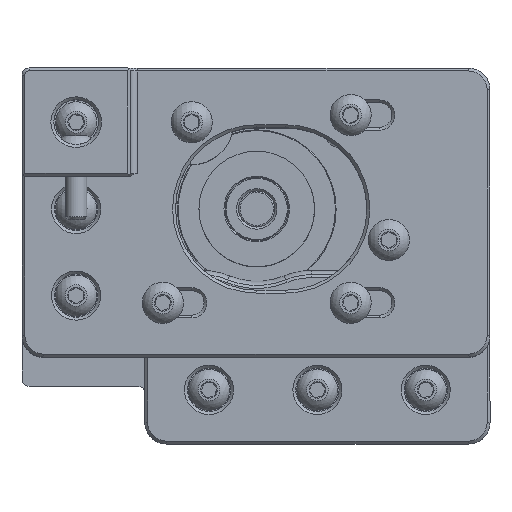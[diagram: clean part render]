
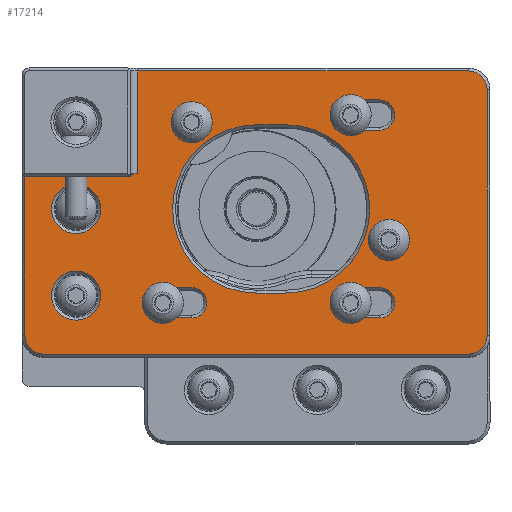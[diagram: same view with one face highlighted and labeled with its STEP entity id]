
A CAD part, top view. The second image highlights one B-rep face of the part: STEP entity #17214.
In plain terms, the highlighted face is planar.
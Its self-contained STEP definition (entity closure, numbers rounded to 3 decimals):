
#353=(
BOUNDED_CURVE()
B_SPLINE_CURVE(2,(#27658,#27659,#27660),.UNSPECIFIED.,.F.,.F.)
B_SPLINE_CURVE_WITH_KNOTS((3,3),(0.,0.107),.UNSPECIFIED.)
CURVE()
GEOMETRIC_REPRESENTATION_ITEM()
RATIONAL_B_SPLINE_CURVE((1.,1.095,1.))
REPRESENTATION_ITEM('')
);
#458=FACE_BOUND('',#2847,.T.);
#459=FACE_BOUND('',#2848,.T.);
#460=FACE_BOUND('',#2849,.T.);
#461=FACE_BOUND('',#2850,.T.);
#462=FACE_BOUND('',#2851,.T.);
#463=FACE_BOUND('',#2852,.T.);
#464=FACE_BOUND('',#2853,.T.);
#465=FACE_BOUND('',#2854,.T.);
#904=PLANE('',#18830);
#1699=FACE_OUTER_BOUND('',#2846,.T.);
#2846=EDGE_LOOP('',(#12934,#12935,#12936,#12937,#12938,#12939,#12940,#12941,
#12942,#12943));
#2847=EDGE_LOOP('',(#12944,#12945,#12946,#12947));
#2848=EDGE_LOOP('',(#12948,#12949,#12950,#12951));
#2849=EDGE_LOOP('',(#12952));
#2850=EDGE_LOOP('',(#12953,#12954,#12955,#12956));
#2851=EDGE_LOOP('',(#12957));
#2852=EDGE_LOOP('',(#12958));
#2853=EDGE_LOOP('',(#12959));
#2854=EDGE_LOOP('',(#12960,#12961,#12962,#12963));
#3956=CIRCLE('',#18727,11.65);
#3958=CIRCLE('',#18731,11.65);
#3960=CIRCLE('',#18737,2.6);
#3961=CIRCLE('',#18740,2.6);
#3962=CIRCLE('',#18743,2.6);
#3974=CIRCLE('',#18775,2.1);
#3976=CIRCLE('',#18779,3.4);
#3978=CIRCLE('',#18783,3.4);
#3983=CIRCLE('',#18796,2.1);
#3984=CIRCLE('',#18799,2.1);
#3985=CIRCLE('',#18802,1.85);
#3992=CIRCLE('',#18819,2.1);
#3993=CIRCLE('',#18822,2.1);
#3995=CIRCLE('',#18831,2.1);
#3996=CIRCLE('',#18832,2.1);
#5300=LINE('',#27522,#6492);
#5330=LINE('',#27598,#6522);
#5333=LINE('',#27606,#6525);
#5343=LINE('',#27631,#6535);
#5346=LINE('',#27639,#6538);
#5350=LINE('',#27648,#6542);
#5352=LINE('',#27654,#6544);
#5380=LINE('',#27732,#6572);
#5398=LINE('',#27789,#6590);
#5400=LINE('',#27795,#6592);
#5415=LINE('',#27840,#6607);
#5417=LINE('',#27846,#6609);
#5426=LINE('',#27869,#6618);
#5427=LINE('',#27872,#6619);
#6492=VECTOR('',#21568,10.);
#6522=VECTOR('',#21648,10.);
#6525=VECTOR('',#21657,10.);
#6535=VECTOR('',#21681,10.);
#6538=VECTOR('',#21690,10.);
#6542=VECTOR('',#21700,10.);
#6544=VECTOR('',#21708,10.);
#6572=VECTOR('',#21790,10.);
#6590=VECTOR('',#21860,10.);
#6592=VECTOR('',#21868,10.);
#6607=VECTOR('',#21923,10.);
#6609=VECTOR('',#21931,10.);
#6618=VECTOR('',#21956,10.);
#6619=VECTOR('',#21959,10.);
#7738=VERTEX_POINT('',#27519);
#7739=VERTEX_POINT('',#27521);
#7751=VERTEX_POINT('',#27594);
#7752=VERTEX_POINT('',#27596);
#7753=VERTEX_POINT('',#27600);
#7754=VERTEX_POINT('',#27604);
#7758=VERTEX_POINT('',#27616);
#7762=VERTEX_POINT('',#27628);
#7763=VERTEX_POINT('',#27633);
#7764=VERTEX_POINT('',#27637);
#7765=VERTEX_POINT('',#27641);
#7766=VERTEX_POINT('',#27645);
#7767=VERTEX_POINT('',#27650);
#7768=VERTEX_POINT('',#27657);
#7789=VERTEX_POINT('',#27738);
#7791=VERTEX_POINT('',#27746);
#7793=VERTEX_POINT('',#27754);
#7798=VERTEX_POINT('',#27781);
#7799=VERTEX_POINT('',#27783);
#7800=VERTEX_POINT('',#27787);
#7801=VERTEX_POINT('',#27791);
#7802=VERTEX_POINT('',#27797);
#7809=VERTEX_POINT('',#27832);
#7810=VERTEX_POINT('',#27834);
#7811=VERTEX_POINT('',#27838);
#7812=VERTEX_POINT('',#27842);
#7816=VERTEX_POINT('',#27865);
#7817=VERTEX_POINT('',#27866);
#7818=VERTEX_POINT('',#27868);
#7819=VERTEX_POINT('',#27870);
#9499=EDGE_CURVE('',#7739,#7738,#5300,.T.);
#9536=EDGE_CURVE('',#7751,#7752,#5330,.T.);
#9538=EDGE_CURVE('',#7752,#7753,#3956,.T.);
#9540=EDGE_CURVE('',#7753,#7754,#5333,.T.);
#9542=EDGE_CURVE('',#7754,#7751,#3958,.T.);
#9553=EDGE_CURVE('',#7762,#7739,#5343,.T.);
#9554=EDGE_CURVE('',#7763,#7762,#3960,.T.);
#9557=EDGE_CURVE('',#7764,#7763,#5346,.T.);
#9558=EDGE_CURVE('',#7765,#7764,#3961,.T.);
#9562=EDGE_CURVE('',#7766,#7765,#5350,.T.);
#9563=EDGE_CURVE('',#7767,#7766,#3962,.T.);
#9565=EDGE_CURVE('',#7758,#7767,#5352,.T.);
#9567=EDGE_CURVE('',#7738,#7768,#353,.F.);
#9604=EDGE_CURVE('',#7758,#7768,#5380,.T.);
#9607=EDGE_CURVE('',#7789,#7789,#3974,.T.);
#9611=EDGE_CURVE('',#7791,#7791,#3976,.T.);
#9615=EDGE_CURVE('',#7793,#7793,#3978,.T.);
#9631=EDGE_CURVE('',#7798,#7799,#3983,.T.);
#9633=EDGE_CURVE('',#7799,#7800,#5398,.T.);
#9635=EDGE_CURVE('',#7800,#7801,#3984,.T.);
#9636=EDGE_CURVE('',#7801,#7798,#5400,.T.);
#9637=EDGE_CURVE('',#7802,#7802,#3985,.T.);
#9657=EDGE_CURVE('',#7809,#7810,#3992,.T.);
#9659=EDGE_CURVE('',#7810,#7811,#5415,.T.);
#9661=EDGE_CURVE('',#7811,#7812,#3993,.T.);
#9662=EDGE_CURVE('',#7812,#7809,#5417,.T.);
#9672=EDGE_CURVE('',#7816,#7817,#3995,.T.);
#9673=EDGE_CURVE('',#7817,#7818,#5426,.T.);
#9674=EDGE_CURVE('',#7818,#7819,#3996,.T.);
#9675=EDGE_CURVE('',#7819,#7816,#5427,.T.);
#12934=ORIENTED_EDGE('',*,*,#9553,.T.);
#12935=ORIENTED_EDGE('',*,*,#9499,.T.);
#12936=ORIENTED_EDGE('',*,*,#9567,.T.);
#12937=ORIENTED_EDGE('',*,*,#9604,.F.);
#12938=ORIENTED_EDGE('',*,*,#9565,.T.);
#12939=ORIENTED_EDGE('',*,*,#9563,.T.);
#12940=ORIENTED_EDGE('',*,*,#9562,.T.);
#12941=ORIENTED_EDGE('',*,*,#9558,.T.);
#12942=ORIENTED_EDGE('',*,*,#9557,.T.);
#12943=ORIENTED_EDGE('',*,*,#9554,.T.);
#12944=ORIENTED_EDGE('',*,*,#9662,.T.);
#12945=ORIENTED_EDGE('',*,*,#9657,.T.);
#12946=ORIENTED_EDGE('',*,*,#9659,.T.);
#12947=ORIENTED_EDGE('',*,*,#9661,.T.);
#12948=ORIENTED_EDGE('',*,*,#9636,.T.);
#12949=ORIENTED_EDGE('',*,*,#9631,.T.);
#12950=ORIENTED_EDGE('',*,*,#9633,.T.);
#12951=ORIENTED_EDGE('',*,*,#9635,.T.);
#12952=ORIENTED_EDGE('',*,*,#9611,.T.);
#12953=ORIENTED_EDGE('',*,*,#9542,.T.);
#12954=ORIENTED_EDGE('',*,*,#9536,.T.);
#12955=ORIENTED_EDGE('',*,*,#9538,.T.);
#12956=ORIENTED_EDGE('',*,*,#9540,.T.);
#12957=ORIENTED_EDGE('',*,*,#9607,.T.);
#12958=ORIENTED_EDGE('',*,*,#9615,.T.);
#12959=ORIENTED_EDGE('',*,*,#9637,.T.);
#12960=ORIENTED_EDGE('',*,*,#9672,.T.);
#12961=ORIENTED_EDGE('',*,*,#9673,.T.);
#12962=ORIENTED_EDGE('',*,*,#9674,.T.);
#12963=ORIENTED_EDGE('',*,*,#9675,.T.);
#17214=ADVANCED_FACE('',(#1699,#458,#459,#460,#461,#462,#463,#464,#465),
#904,.F.);
#18727=AXIS2_PLACEMENT_3D('',#27602,#21652,#21653);
#18731=AXIS2_PLACEMENT_3D('',#27609,#21662,#21663);
#18737=AXIS2_PLACEMENT_3D('',#27634,#21684,#21685);
#18740=AXIS2_PLACEMENT_3D('',#27642,#21693,#21694);
#18743=AXIS2_PLACEMENT_3D('',#27651,#21703,#21704);
#18775=AXIS2_PLACEMENT_3D('',#27739,#21798,#21799);
#18779=AXIS2_PLACEMENT_3D('',#27747,#21808,#21809);
#18783=AXIS2_PLACEMENT_3D('',#27755,#21818,#21819);
#18796=AXIS2_PLACEMENT_3D('',#27785,#21855,#21856);
#18799=AXIS2_PLACEMENT_3D('',#27793,#21864,#21865);
#18802=AXIS2_PLACEMENT_3D('',#27798,#21871,#21872);
#18819=AXIS2_PLACEMENT_3D('',#27836,#21918,#21919);
#18822=AXIS2_PLACEMENT_3D('',#27844,#21927,#21928);
#18830=AXIS2_PLACEMENT_3D('',#27864,#21952,#21953);
#18831=AXIS2_PLACEMENT_3D('',#27867,#21954,#21955);
#18832=AXIS2_PLACEMENT_3D('',#27871,#21957,#21958);
#21568=DIRECTION('',(0.,-1.,0.));
#21648=DIRECTION('',(1.,0.,0.));
#21652=DIRECTION('center_axis',(0.,0.,1.));
#21653=DIRECTION('ref_axis',(0.,-1.,0.));
#21657=DIRECTION('',(-1.,0.,0.));
#21662=DIRECTION('center_axis',(0.,0.,1.));
#21663=DIRECTION('ref_axis',(0.,1.,0.));
#21681=DIRECTION('',(1.,0.,0.));
#21684=DIRECTION('center_axis',(0.,0.,-1.));
#21685=DIRECTION('ref_axis',(-0.707,0.707,0.));
#21690=DIRECTION('',(0.,1.,0.));
#21693=DIRECTION('center_axis',(0.,0.,-1.));
#21694=DIRECTION('ref_axis',(-0.707,-0.707,0.));
#21700=DIRECTION('',(-1.,0.,0.));
#21703=DIRECTION('center_axis',(0.,0.,-1.));
#21704=DIRECTION('ref_axis',(0.707,-0.707,0.));
#21708=DIRECTION('',(0.,-1.,0.));
#21790=DIRECTION('',(-1.,0.,0.));
#21798=DIRECTION('center_axis',(0.,0.,1.));
#21799=DIRECTION('ref_axis',(-1.,0.,0.));
#21808=DIRECTION('center_axis',(0.,0.,1.));
#21809=DIRECTION('ref_axis',(-1.,0.,0.));
#21818=DIRECTION('center_axis',(0.,0.,1.));
#21819=DIRECTION('ref_axis',(-1.,0.,0.));
#21855=DIRECTION('center_axis',(0.,0.,1.));
#21856=DIRECTION('ref_axis',(0.,1.,0.));
#21860=DIRECTION('',(1.,0.,0.));
#21864=DIRECTION('center_axis',(0.,0.,1.));
#21865=DIRECTION('ref_axis',(0.,-1.,0.));
#21868=DIRECTION('',(-1.,0.,0.));
#21871=DIRECTION('center_axis',(0.,0.,1.));
#21872=DIRECTION('ref_axis',(-1.,0.,0.));
#21918=DIRECTION('center_axis',(0.,0.,1.));
#21919=DIRECTION('ref_axis',(0.,1.,0.));
#21923=DIRECTION('',(1.,0.,0.));
#21927=DIRECTION('center_axis',(0.,0.,1.));
#21928=DIRECTION('ref_axis',(0.,-1.,0.));
#21931=DIRECTION('',(-1.,0.,0.));
#21952=DIRECTION('center_axis',(0.,0.,1.));
#21953=DIRECTION('ref_axis',(-1.,0.,0.));
#21954=DIRECTION('center_axis',(0.,0.,1.));
#21955=DIRECTION('ref_axis',(0.,1.,0.));
#21956=DIRECTION('',(1.,0.,0.));
#21957=DIRECTION('center_axis',(0.,0.,1.));
#21958=DIRECTION('ref_axis',(0.,-1.,0.));
#21959=DIRECTION('',(-1.,0.,0.));
#27519=CARTESIAN_POINT('',(48.8,37.4,-33.));
#27521=CARTESIAN_POINT('',(48.8,51.6,-33.));
#27522=CARTESIAN_POINT('',(48.8,42.,-33.));
#27594=CARTESIAN_POINT('',(28.3,20.85,-33.));
#27596=CARTESIAN_POINT('',(32.3,20.85,-33.));
#27598=CARTESIAN_POINT('',(32.35,20.85,-33.));
#27600=CARTESIAN_POINT('',(32.3,44.15,-33.));
#27602=CARTESIAN_POINT('Origin',(32.3,32.5,-33.));
#27604=CARTESIAN_POINT('',(28.3,44.15,-33.));
#27606=CARTESIAN_POINT('',(30.35,44.15,-33.));
#27609=CARTESIAN_POINT('Origin',(28.3,32.5,-33.));
#27616=CARTESIAN_POINT('',(64.4,37.,-33.));
#27628=CARTESIAN_POINT('',(3.,51.6,-33.));
#27631=CARTESIAN_POINT('',(41.1,51.6,-33.));
#27633=CARTESIAN_POINT('',(0.4,49.,-33.));
#27634=CARTESIAN_POINT('Origin',(3.,49.,-33.));
#27637=CARTESIAN_POINT('',(0.4,15.,-33.));
#27639=CARTESIAN_POINT('',(0.4,42.,-33.));
#27641=CARTESIAN_POINT('',(3.,12.4,-33.));
#27642=CARTESIAN_POINT('Origin',(3.,15.,-33.));
#27645=CARTESIAN_POINT('',(61.8,12.4,-33.));
#27648=CARTESIAN_POINT('',(40.1,12.4,-33.));
#27650=CARTESIAN_POINT('',(64.4,15.,-33.));
#27651=CARTESIAN_POINT('Origin',(61.8,15.,-33.));
#27654=CARTESIAN_POINT('',(64.4,22.,-33.));
#27657=CARTESIAN_POINT('',(49.78,37.,-33.));
#27658=CARTESIAN_POINT('Ctrl Pts',(49.78,37.,-33.));
#27659=CARTESIAN_POINT('Ctrl Pts',(49.208,37.4,-33.));
#27660=CARTESIAN_POINT('Ctrl Pts',(48.8,37.4,-33.));
#27732=CARTESIAN_POINT('',(63.8,37.,-33.));
#27738=CARTESIAN_POINT('',(16.1,28.2,-33.));
#27739=CARTESIAN_POINT('Origin',(14.,28.2,-33.));
#27746=CARTESIAN_POINT('',(60.7,20.5,-33.));
#27747=CARTESIAN_POINT('Origin',(57.3,20.5,-33.));
#27754=CARTESIAN_POINT('',(60.7,32.5,-33.));
#27755=CARTESIAN_POINT('Origin',(57.3,32.5,-33.));
#27781=CARTESIAN_POINT('',(15.3,47.6,-33.));
#27783=CARTESIAN_POINT('',(15.3,43.4,-33.));
#27785=CARTESIAN_POINT('Origin',(15.3,45.5,-33.));
#27787=CARTESIAN_POINT('',(19.3,43.4,-33.));
#27789=CARTESIAN_POINT('',(25.85,43.4,-33.));
#27791=CARTESIAN_POINT('',(19.3,47.6,-33.));
#27793=CARTESIAN_POINT('Origin',(19.3,45.5,-33.));
#27795=CARTESIAN_POINT('',(23.85,47.6,-33.));
#27797=CARTESIAN_POINT('',(43.15,44.5,-33.));
#27798=CARTESIAN_POINT('Origin',(41.3,44.5,-33.));
#27832=CARTESIAN_POINT('',(41.3,21.6,-33.));
#27834=CARTESIAN_POINT('',(41.3,17.4,-33.));
#27836=CARTESIAN_POINT('Origin',(41.3,19.5,-33.));
#27838=CARTESIAN_POINT('',(45.3,17.4,-33.));
#27840=CARTESIAN_POINT('',(38.85,17.4,-33.));
#27842=CARTESIAN_POINT('',(45.3,21.6,-33.));
#27844=CARTESIAN_POINT('Origin',(45.3,19.5,-33.));
#27846=CARTESIAN_POINT('',(36.85,21.6,-33.));
#27864=CARTESIAN_POINT('Origin',(32.4,32.,-33.));
#27865=CARTESIAN_POINT('',(15.3,21.6,-33.));
#27866=CARTESIAN_POINT('',(15.3,17.4,-33.));
#27867=CARTESIAN_POINT('Origin',(15.3,19.5,-33.));
#27868=CARTESIAN_POINT('',(19.3,17.4,-33.));
#27869=CARTESIAN_POINT('',(25.85,17.4,-33.));
#27870=CARTESIAN_POINT('',(19.3,21.6,-33.));
#27871=CARTESIAN_POINT('Origin',(19.3,19.5,-33.));
#27872=CARTESIAN_POINT('',(23.85,21.6,-33.));
